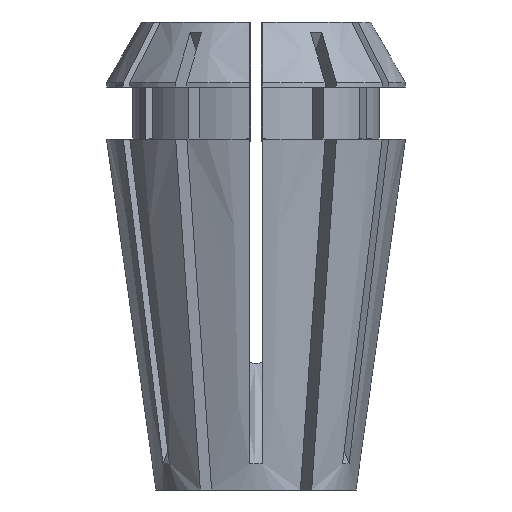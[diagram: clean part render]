
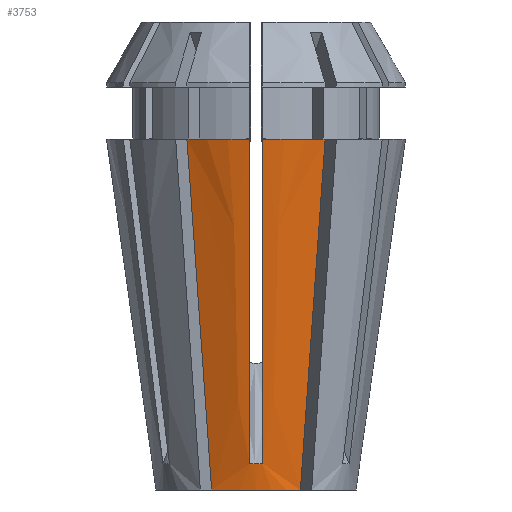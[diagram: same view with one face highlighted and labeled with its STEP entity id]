
A CAD part, front view. The second image highlights one B-rep face of the part: STEP entity #3753.
In plain terms, the highlighted conical face has half-angle 8 degrees and reference radius 3.856 mm.
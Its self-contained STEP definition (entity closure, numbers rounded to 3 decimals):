
#73 = ORIENTED_EDGE ( 'NONE', *, *, #824, .F. ) ;
#90 = EDGE_CURVE ( 'NONE', #366, #3568, #3536, .T. ) ;
#95 = FACE_OUTER_BOUND ( 'NONE', #3942, .T. ) ;
#121 = CIRCLE ( 'NONE', #3862, 3.856 ) ;
#122 = CARTESIAN_POINT ( 'NONE',  ( 2.657, -5.103, 13.5 ) ) ;
#140 = CARTESIAN_POINT ( 'NONE',  ( 1.954, -3.884, 3.498 ) ) ;
#155 = CARTESIAN_POINT ( 'NONE',  ( 0.25, -3.99, 1.012 ) ) ;
#180 = CARTESIAN_POINT ( 'NONE',  ( 1.707, -3.457, 0. ) ) ;
#188 = ORIENTED_EDGE ( 'NONE', *, *, #1696, .F. ) ;
#242 = CARTESIAN_POINT ( 'NONE',  ( 0.25, -4.576, 5.175 ) ) ;
#260 = CARTESIAN_POINT ( 'NONE',  ( 0.083, -3.998, 0.996 ) ) ;
#281 = DIRECTION ( 'NONE',  ( 1., 0., 0. ) ) ;
#348 = ORIENTED_EDGE ( 'NONE', *, *, #3409, .T. ) ;
#366 = VERTEX_POINT ( 'NONE', #5662 ) ;
#585 = B_SPLINE_CURVE_WITH_KNOTS ( 'NONE', 3,
 ( #694, #3067, #242, #155 ),
 .UNSPECIFIED., .F., .F.,
 ( 4, 4 ),
 ( 0.023, 0.035 ),
 .UNSPECIFIED. ) ;
#611 = CARTESIAN_POINT ( 'NONE',  ( 0.25, -5.748, 13.5 ) ) ;
#694 = CARTESIAN_POINT ( 'NONE',  ( 0.25, -5.748, 13.5 ) ) ;
#756 = ORIENTED_EDGE ( 'NONE', *, *, #770, .F. ) ;
#770 = EDGE_CURVE ( 'NONE', #3568, #3426, #1857, .T. ) ;
#824 = EDGE_CURVE ( 'NONE', #1670, #5518, #121, .T. ) ;
#830 = AXIS2_PLACEMENT_3D ( 'NONE', #1305, #2212, #3644 ) ;
#973 = CARTESIAN_POINT ( 'NONE',  ( -2.423, -4.696, 10.166 ) ) ;
#1030 = CARTESIAN_POINT ( 'NONE',  ( -2.188, -4.29, 6.832 ) ) ;
#1172 = CARTESIAN_POINT ( 'NONE',  ( -0.25, -3.99, 1.012 ) ) ;
#1249 = CARTESIAN_POINT ( 'NONE',  ( 0., 0., 0. ) ) ;
#1305 = CARTESIAN_POINT ( 'NONE',  ( 0., 0., 13.5 ) ) ;
#1438 = CARTESIAN_POINT ( 'NONE',  ( -1.954, -3.884, 3.498 ) ) ;
#1447 = AXIS2_PLACEMENT_3D ( 'NONE', #3415, #5750, #5340 ) ;
#1552 = CARTESIAN_POINT ( 'NONE',  ( 1.707, -3.457, 0. ) ) ;
#1644 = VERTEX_POINT ( 'NONE', #611 ) ;
#1670 = VERTEX_POINT ( 'NONE', #1552 ) ;
#1696 = EDGE_CURVE ( 'NONE', #3542, #1670, #2638, .T. ) ;
#1771 = AXIS2_PLACEMENT_3D ( 'NONE', #5865, #5906, #281 ) ;
#1857 = B_SPLINE_CURVE_WITH_KNOTS ( 'NONE', 3,
 ( #3100, #3497, #260, #4872 ),
 .UNSPECIFIED., .F., .F.,
 ( 4, 4 ),
 ( 0., 0.001 ),
 .UNSPECIFIED. ) ;
#1932 = CARTESIAN_POINT ( 'NONE',  ( -1.707, -3.457, 0. ) ) ;
#1968 = CARTESIAN_POINT ( 'NONE',  ( -2.657, -5.103, 13.5 ) ) ;
#2074 = CARTESIAN_POINT ( 'NONE',  ( 2.423, -4.696, 10.166 ) ) ;
#2122 = CARTESIAN_POINT ( 'NONE',  ( -0.25, -5.748, 13.5 ) ) ;
#2136 = CARTESIAN_POINT ( 'NONE',  ( 0.25, -3.99, 1.012 ) ) ;
#2166 = CARTESIAN_POINT ( 'NONE',  ( -0.25, -4.576, 5.175 ) ) ;
#2212 = DIRECTION ( 'NONE',  ( 0., 0., -1. ) ) ;
#2511 = ORIENTED_EDGE ( 'NONE', *, *, #4029, .T. ) ;
#2520 = EDGE_CURVE ( 'NONE', #366, #2798, #3511, .T. ) ;
#2638 = B_SPLINE_CURVE_WITH_KNOTS ( 'NONE', 3,
 ( #5376, #2074, #3030, #140, #4884, #3053, #180 ),
 .UNSPECIFIED., .F., .F.,
 ( 4, 3, 4 ),
 ( 0., 0.01, 0.014 ),
 .UNSPECIFIED. ) ;
#2777 = B_SPLINE_CURVE_WITH_KNOTS ( 'NONE', 3,
 ( #1968, #973, #1030, #1438, #4736, #4819, #1932 ),
 .UNSPECIFIED., .F., .F.,
 ( 4, 3, 4 ),
 ( 0., 0.01, 0.014 ),
 .UNSPECIFIED. ) ;
#2798 = VERTEX_POINT ( 'NONE', #3329 ) ;
#3030 = CARTESIAN_POINT ( 'NONE',  ( 2.188, -4.29, 6.832 ) ) ;
#3053 = CARTESIAN_POINT ( 'NONE',  ( 1.789, -3.599, 1.166 ) ) ;
#3067 = CARTESIAN_POINT ( 'NONE',  ( 0.25, -5.162, 9.337 ) ) ;
#3100 = CARTESIAN_POINT ( 'NONE',  ( -0.25, -3.99, 1.012 ) ) ;
#3158 = DIRECTION ( 'NONE',  ( -1., 0., 0. ) ) ;
#3329 = CARTESIAN_POINT ( 'NONE',  ( -2.657, -5.103, 13.5 ) ) ;
#3409 = EDGE_CURVE ( 'NONE', #1644, #3426, #585, .T. ) ;
#3415 = CARTESIAN_POINT ( 'NONE',  ( 0., 0., 13.5 ) ) ;
#3426 = VERTEX_POINT ( 'NONE', #2136 ) ;
#3497 = CARTESIAN_POINT ( 'NONE',  ( -0.083, -3.998, 0.996 ) ) ;
#3511 = CIRCLE ( 'NONE', #830, 5.753 ) ;
#3536 = B_SPLINE_CURVE_WITH_KNOTS ( 'NONE', 3,
 ( #2122, #5859, #2166, #1172 ),
 .UNSPECIFIED., .F., .F.,
 ( 4, 4 ),
 ( 0.023, 0.035 ),
 .UNSPECIFIED. ) ;
#3542 = VERTEX_POINT ( 'NONE', #122 ) ;
#3568 = VERTEX_POINT ( 'NONE', #3943 ) ;
#3585 = CONICAL_SURFACE ( 'NONE', #1771, 3.856, 0.14 ) ;
#3644 = DIRECTION ( 'NONE',  ( -1., 0., 0. ) ) ;
#3753 = ADVANCED_FACE ( 'NONE', ( #95 ), #3585, .T. ) ;
#3799 = ORIENTED_EDGE ( 'NONE', *, *, #4793, .T. ) ;
#3862 = AXIS2_PLACEMENT_3D ( 'NONE', #1249, #5932, #3158 ) ;
#3942 = EDGE_LOOP ( 'NONE', ( #5302, #2511, #73, #188, #3799, #348, #756, #4008 ) ) ;
#3943 = CARTESIAN_POINT ( 'NONE',  ( -0.25, -3.99, 1.012 ) ) ;
#4008 = ORIENTED_EDGE ( 'NONE', *, *, #90, .F. ) ;
#4029 = EDGE_CURVE ( 'NONE', #2798, #5518, #2777, .T. ) ;
#4655 = CIRCLE ( 'NONE', #1447, 5.753 ) ;
#4736 = CARTESIAN_POINT ( 'NONE',  ( -1.871, -3.742, 2.332 ) ) ;
#4793 = EDGE_CURVE ( 'NONE', #3542, #1644, #4655, .T. ) ;
#4819 = CARTESIAN_POINT ( 'NONE',  ( -1.789, -3.599, 1.166 ) ) ;
#4872 = CARTESIAN_POINT ( 'NONE',  ( 0.25, -3.99, 1.012 ) ) ;
#4884 = CARTESIAN_POINT ( 'NONE',  ( 1.871, -3.742, 2.332 ) ) ;
#5302 = ORIENTED_EDGE ( 'NONE', *, *, #2520, .T. ) ;
#5340 = DIRECTION ( 'NONE',  ( -1., 0., 0. ) ) ;
#5376 = CARTESIAN_POINT ( 'NONE',  ( 2.657, -5.103, 13.5 ) ) ;
#5480 = CARTESIAN_POINT ( 'NONE',  ( -1.707, -3.457, 0. ) ) ;
#5518 = VERTEX_POINT ( 'NONE', #5480 ) ;
#5662 = CARTESIAN_POINT ( 'NONE',  ( -0.25, -5.748, 13.5 ) ) ;
#5750 = DIRECTION ( 'NONE',  ( 0., 0., -1. ) ) ;
#5859 = CARTESIAN_POINT ( 'NONE',  ( -0.25, -5.162, 9.337 ) ) ;
#5865 = CARTESIAN_POINT ( 'NONE',  ( 0., 0., 0. ) ) ;
#5906 = DIRECTION ( 'NONE',  ( 0., 0., 1. ) ) ;
#5932 = DIRECTION ( 'NONE',  ( 0., 0., -1. ) ) ;
